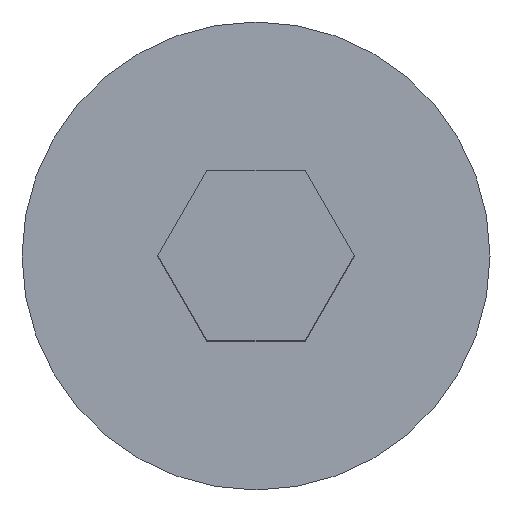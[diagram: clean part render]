
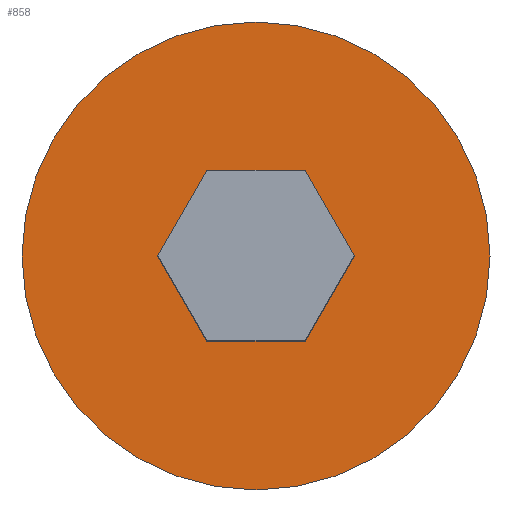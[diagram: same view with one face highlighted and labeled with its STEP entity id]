
A CAD part, top view. The second image highlights one B-rep face of the part: STEP entity #858.
In plain terms, the highlighted planar face has unit normal (0, 0, 1).
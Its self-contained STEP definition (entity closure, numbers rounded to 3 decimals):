
#26 = CARTESIAN_POINT ( 'NONE',  ( 0.577, 1., 0. ) ) ;
#109 = DIRECTION ( 'NONE',  ( 1., 0., 0. ) ) ;
#113 = FACE_BOUND ( 'NONE', #467, .T. ) ;
#116 = PLANE ( 'NONE',  #223 ) ;
#123 = CARTESIAN_POINT ( 'NONE',  ( 0., 0., 0. ) ) ;
#127 = DIRECTION ( 'NONE',  ( 0., 0., 1. ) ) ;
#206 = VECTOR ( 'NONE', #332, 1000. ) ;
#211 = VECTOR ( 'NONE', #336, 1000. ) ;
#212 = LINE ( 'NONE', #335, #206 ) ;
#219 = VECTOR ( 'NONE', #345, 1000. ) ;
#221 = LINE ( 'NONE', #338, #211 ) ;
#223 = AXIS2_PLACEMENT_3D ( 'NONE', #123, #127, #109 ) ;
#224 = VECTOR ( 'NONE', #344, 1000. ) ;
#226 = CIRCLE ( 'NONE', #369, 2.75 ) ;
#228 = LINE ( 'NONE', #339, #219 ) ;
#229 = VECTOR ( 'NONE', #347, 1000. ) ;
#230 = LINE ( 'NONE', #352, #229 ) ;
#235 = VECTOR ( 'NONE', #346, 1000. ) ;
#239 = LINE ( 'NONE', #348, #235 ) ;
#255 = CARTESIAN_POINT ( 'NONE',  ( 2.75, 0., 0. ) ) ;
#257 = LINE ( 'NONE', #401, #224 ) ;
#299 = CIRCLE ( 'NONE', #422, 2.75 ) ;
#310 = CARTESIAN_POINT ( 'NONE',  ( -2.75, 0., 0. ) ) ;
#311 = CARTESIAN_POINT ( 'NONE',  ( 0.577, -1., 0. ) ) ;
#319 = DIRECTION ( 'NONE',  ( 1., 0., 0. ) ) ;
#320 = DIRECTION ( 'NONE',  ( 0., 0., 1. ) ) ;
#321 = CARTESIAN_POINT ( 'NONE',  ( 0., 0., 0. ) ) ;
#332 = DIRECTION ( 'NONE',  ( 0.5, -0.866, 0. ) ) ;
#335 = CARTESIAN_POINT ( 'NONE',  ( -1.155, 0., 0. ) ) ;
#336 = DIRECTION ( 'NONE',  ( 1., 0., 0. ) ) ;
#338 = CARTESIAN_POINT ( 'NONE',  ( -0.577, -1., 0. ) ) ;
#339 = CARTESIAN_POINT ( 'NONE',  ( 0.577, -1., 0. ) ) ;
#344 = DIRECTION ( 'NONE',  ( -0.5, 0.866, 0. ) ) ;
#345 = DIRECTION ( 'NONE',  ( 0.5, 0.866, 0. ) ) ;
#346 = DIRECTION ( 'NONE',  ( -1., 0., 0. ) ) ;
#347 = DIRECTION ( 'NONE',  ( -0.5, -0.866, 0. ) ) ;
#348 = CARTESIAN_POINT ( 'NONE',  ( 0.577, 1., 0. ) ) ;
#352 = CARTESIAN_POINT ( 'NONE',  ( -0.577, 1., 0. ) ) ;
#355 = ORIENTED_EDGE ( 'NONE', *, *, #652, .F. ) ;
#369 = AXIS2_PLACEMENT_3D ( 'NONE', #321, #320, #319 ) ;
#401 = CARTESIAN_POINT ( 'NONE',  ( 1.155, 0., 0. ) ) ;
#422 = AXIS2_PLACEMENT_3D ( 'NONE', #487, #483, #478 ) ;
#467 = EDGE_LOOP ( 'NONE', ( #809, #818, #355, #547, #532, #572 ) ) ;
#470 = CARTESIAN_POINT ( 'NONE',  ( 1.155, 0., 0. ) ) ;
#474 = CARTESIAN_POINT ( 'NONE',  ( -0.577, -1., 0. ) ) ;
#478 = DIRECTION ( 'NONE',  ( 1., 0., 0. ) ) ;
#483 = DIRECTION ( 'NONE',  ( 0., 0., 1. ) ) ;
#487 = CARTESIAN_POINT ( 'NONE',  ( 0., 0., 0. ) ) ;
#498 = CARTESIAN_POINT ( 'NONE',  ( -0.577, 1., 0. ) ) ;
#499 = FACE_OUTER_BOUND ( 'NONE', #515, .T. ) ;
#507 = CARTESIAN_POINT ( 'NONE',  ( -1.155, 0., 0. ) ) ;
#515 = EDGE_LOOP ( 'NONE', ( #576, #640 ) ) ;
#532 = ORIENTED_EDGE ( 'NONE', *, *, #661, .F. ) ;
#547 = ORIENTED_EDGE ( 'NONE', *, *, #657, .F. ) ;
#554 = EDGE_CURVE ( 'NONE', #782, #687, #299, .T. ) ;
#557 = VERTEX_POINT ( 'NONE', #498 ) ;
#559 = VERTEX_POINT ( 'NONE', #507 ) ;
#565 = VERTEX_POINT ( 'NONE', #474 ) ;
#572 = ORIENTED_EDGE ( 'NONE', *, *, #663, .F. ) ;
#576 = ORIENTED_EDGE ( 'NONE', *, *, #554, .T. ) ;
#584 = VERTEX_POINT ( 'NONE', #470 ) ;
#640 = ORIENTED_EDGE ( 'NONE', *, *, #665, .T. ) ;
#648 = EDGE_CURVE ( 'NONE', #557, #559, #230, .T. ) ;
#651 = EDGE_CURVE ( 'NONE', #897, #557, #239, .T. ) ;
#652 = EDGE_CURVE ( 'NONE', #584, #897, #257, .T. ) ;
#657 = EDGE_CURVE ( 'NONE', #684, #584, #228, .T. ) ;
#661 = EDGE_CURVE ( 'NONE', #565, #684, #221, .T. ) ;
#663 = EDGE_CURVE ( 'NONE', #559, #565, #212, .T. ) ;
#665 = EDGE_CURVE ( 'NONE', #687, #782, #226, .T. ) ;
#684 = VERTEX_POINT ( 'NONE', #311 ) ;
#687 = VERTEX_POINT ( 'NONE', #310 ) ;
#782 = VERTEX_POINT ( 'NONE', #255 ) ;
#809 = ORIENTED_EDGE ( 'NONE', *, *, #648, .F. ) ;
#818 = ORIENTED_EDGE ( 'NONE', *, *, #651, .F. ) ;
#858 = ADVANCED_FACE ( 'NONE', ( #113, #499 ), #116, .T. ) ;
#897 = VERTEX_POINT ( 'NONE', #26 ) ;
